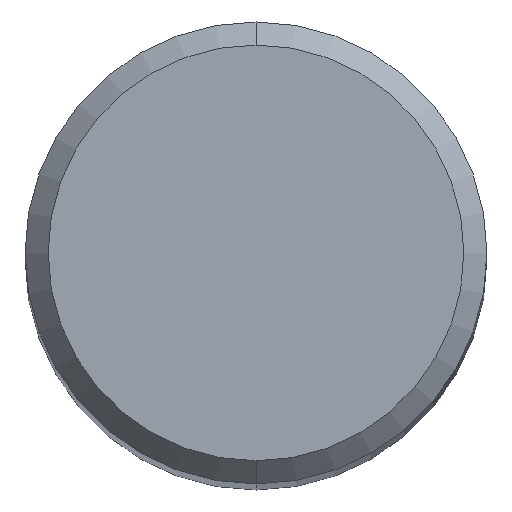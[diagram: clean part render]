
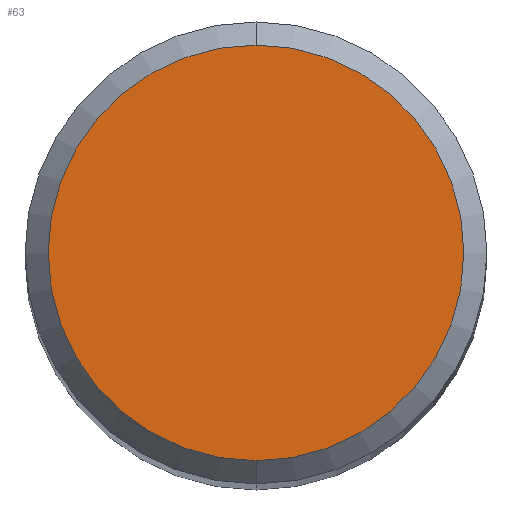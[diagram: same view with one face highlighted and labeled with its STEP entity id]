
A CAD part, top view. The second image highlights one B-rep face of the part: STEP entity #63.
In plain terms, the highlighted planar face has unit normal (0, 0, 1).
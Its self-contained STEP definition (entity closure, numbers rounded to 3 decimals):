
#50=PLANE('',#328);
#63=ADVANCED_FACE('',(#80),#50,.F.);
#80=FACE_OUTER_BOUND('',#93,.T.);
#93=EDGE_LOOP('',(#136,#137));
#136=ORIENTED_EDGE('',*,*,#172,.F.);
#137=ORIENTED_EDGE('',*,*,#170,.F.);
#149=VERTEX_POINT('',#505);
#150=VERTEX_POINT('',#507);
#170=EDGE_CURVE('',#149,#150,#189,.T.);
#172=EDGE_CURVE('',#150,#149,#190,.T.);
#189=CIRCLE('',#324,4.5);
#190=CIRCLE('',#326,4.5);
#324=AXIS2_PLACEMENT_3D('',#506,#407,#408);
#326=AXIS2_PLACEMENT_3D('',#510,#412,#413);
#328=AXIS2_PLACEMENT_3D('',#512,#416,#417);
#407=DIRECTION('',(0.,0.,-1.));
#408=DIRECTION('',(0.,-1.,0.));
#412=DIRECTION('',(0.,0.,-1.));
#413=DIRECTION('',(0.,1.,0.));
#416=DIRECTION('',(0.,0.,-1.));
#417=DIRECTION('',(0.,1.,0.));
#505=CARTESIAN_POINT('',(0.,-4.5,100.));
#506=CARTESIAN_POINT('',(0.,0.,100.));
#507=CARTESIAN_POINT('',(0.,4.5,100.));
#510=CARTESIAN_POINT('',(0.,0.,100.));
#512=CARTESIAN_POINT('',(0.,0.,100.));
